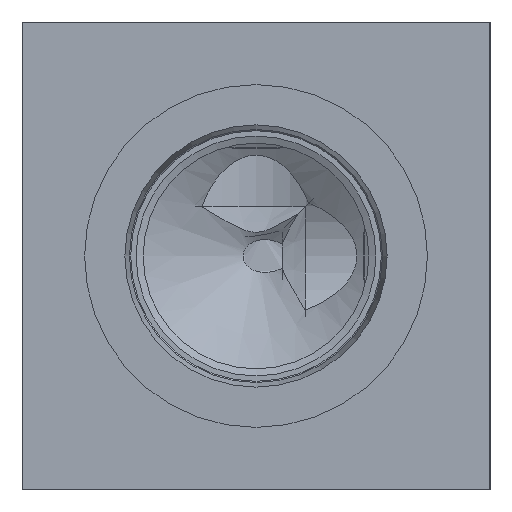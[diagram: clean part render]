
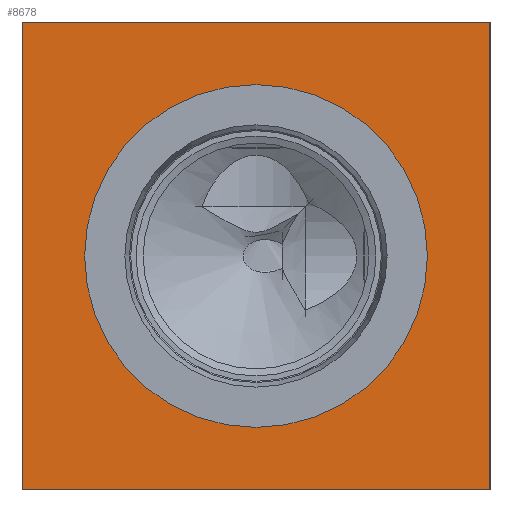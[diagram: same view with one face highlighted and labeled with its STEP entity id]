
A CAD part, left-side view. The second image highlights one B-rep face of the part: STEP entity #8678.
In plain terms, the highlighted planar face has unit normal (-1, 0, 0).
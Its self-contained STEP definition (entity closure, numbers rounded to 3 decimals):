
#356=CIRCLE('',#9262,32.563);
#357=CIRCLE('',#9263,32.563);
#422=FACE_BOUND('',#1724,.T.);
#1218=FACE_OUTER_BOUND('',#1723,.T.);
#1723=EDGE_LOOP('',(#7644,#7645,#7646,#7647));
#1724=EDGE_LOOP('',(#7648,#7649));
#2011=LINE('',#13346,#2752);
#2479=LINE('',#15344,#3220);
#2480=LINE('',#15345,#3221);
#2481=LINE('',#15346,#3222);
#2752=VECTOR('',#9691,10.);
#3220=VECTOR('',#11171,10.);
#3221=VECTOR('',#11172,10.);
#3222=VECTOR('',#11173,10.);
#3528=VERTEX_POINT('',#13339);
#3531=VERTEX_POINT('',#13344);
#4024=VERTEX_POINT('',#15313);
#4025=VERTEX_POINT('',#15314);
#4034=VERTEX_POINT('',#15342);
#4035=VERTEX_POINT('',#15343);
#4496=EDGE_CURVE('',#3531,#3528,#2011,.T.);
#5233=EDGE_CURVE('',#4024,#4025,#356,.T.);
#5234=EDGE_CURVE('',#4025,#4024,#357,.T.);
#5247=EDGE_CURVE('',#4034,#4035,#2479,.T.);
#5248=EDGE_CURVE('',#4035,#3528,#2480,.T.);
#5249=EDGE_CURVE('',#4034,#3531,#2481,.T.);
#7644=ORIENTED_EDGE('',*,*,#5247,.T.);
#7645=ORIENTED_EDGE('',*,*,#5248,.T.);
#7646=ORIENTED_EDGE('',*,*,#4496,.F.);
#7647=ORIENTED_EDGE('',*,*,#5249,.F.);
#7648=ORIENTED_EDGE('',*,*,#5233,.T.);
#7649=ORIENTED_EDGE('',*,*,#5234,.T.);
#7930=PLANE('',#9276);
#8678=ADVANCED_FACE('',(#1218,#422),#7930,.T.);
#9262=AXIS2_PLACEMENT_3D('',#15315,#11137,#11138);
#9263=AXIS2_PLACEMENT_3D('',#15316,#11139,#11140);
#9276=AXIS2_PLACEMENT_3D('',#15341,#11169,#11170);
#9691=DIRECTION('',(0.,-1.,0.));
#11137=DIRECTION('center_axis',(1.,0.,0.));
#11138=DIRECTION('ref_axis',(0.,0.,1.));
#11139=DIRECTION('center_axis',(1.,0.,0.));
#11140=DIRECTION('ref_axis',(0.,0.,1.));
#11169=DIRECTION('center_axis',(-1.,0.,0.));
#11170=DIRECTION('ref_axis',(0.,-1.,0.));
#11171=DIRECTION('',(0.,-1.,0.));
#11172=DIRECTION('',(0.,0.,1.));
#11173=DIRECTION('',(0.,0.,1.));
#13339=CARTESIAN_POINT('',(0.,0.,88.9));
#13344=CARTESIAN_POINT('',(0.,88.9,88.9));
#13346=CARTESIAN_POINT('',(0.,88.9,88.9));
#15313=CARTESIAN_POINT('',(0.,44.45,77.013));
#15314=CARTESIAN_POINT('',(0.,44.45,11.887));
#15315=CARTESIAN_POINT('Origin',(0.,44.45,44.45));
#15316=CARTESIAN_POINT('Origin',(0.,44.45,44.45));
#15341=CARTESIAN_POINT('Origin',(0.,88.9,0.));
#15342=CARTESIAN_POINT('',(0.,88.9,0.));
#15343=CARTESIAN_POINT('',(0.,0.,0.));
#15344=CARTESIAN_POINT('',(0.,88.9,0.));
#15345=CARTESIAN_POINT('',(0.,0.,0.));
#15346=CARTESIAN_POINT('',(0.,88.9,0.));
